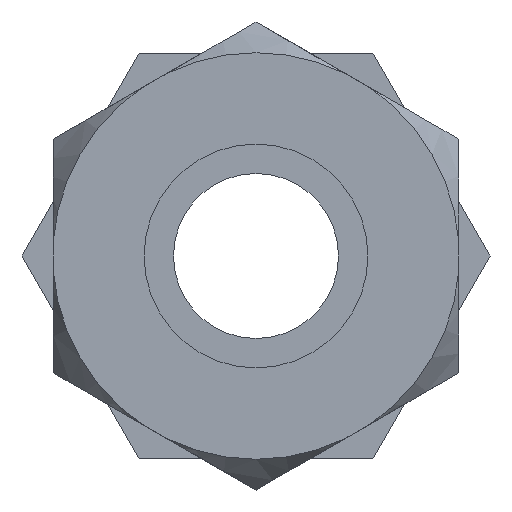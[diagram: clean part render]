
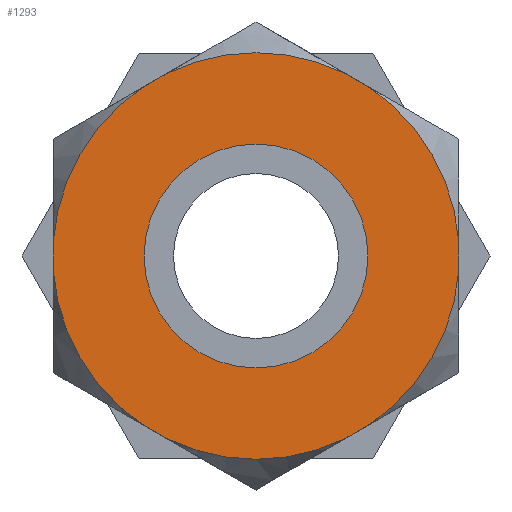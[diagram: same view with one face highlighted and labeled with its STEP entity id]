
A CAD part, front view. The second image highlights one B-rep face of the part: STEP entity #1293.
In plain terms, the highlighted planar face has unit normal (0, -1, 0).
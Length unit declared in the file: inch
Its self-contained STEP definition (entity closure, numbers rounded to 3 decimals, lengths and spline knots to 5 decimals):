
#115=CARTESIAN_POINT('',(0.,0.,0.));
#116=DIRECTION('',(0.,1.,0.));
#117=DIRECTION('',(-1.,0.,0.));
#118=AXIS2_PLACEMENT_3D('',#115,#116,#117);
#124=CARTESIAN_POINT('',(0.,0.,0.));
#125=DIRECTION('',(0.,1.,0.));
#126=DIRECTION('',(1.,0.,0.));
#127=AXIS2_PLACEMENT_3D('',#124,#125,#126);
#132=DIRECTION('',(-0.866,0.,0.5));
#133=VECTOR('',#132,0.0525);
#134=CARTESIAN_POINT('',(-0.14927,0.,-0.31104));
#135=LINE('',#134,#133);
#139=CARTESIAN_POINT('',(0.,0.,0.));
#140=DIRECTION('',(0.,1.,0.));
#141=DIRECTION('',(-0.564,0.,-0.825));
#142=AXIS2_PLACEMENT_3D('',#139,#140,#141);
#147=DIRECTION('',(0.,0.,1.));
#148=VECTOR('',#147,0.0525);
#149=CARTESIAN_POINT('',(-0.344,0.,-0.02625));
#150=LINE('',#149,#148);
#154=CARTESIAN_POINT('',(0.,0.,0.));
#155=DIRECTION('',(0.,1.,0.));
#156=DIRECTION('',(-0.997,0.,0.076));
#157=AXIS2_PLACEMENT_3D('',#154,#155,#156);
#162=DIRECTION('',(0.866,0.,0.5));
#163=VECTOR('',#162,0.0525);
#164=CARTESIAN_POINT('',(-0.19473,0.,0.28479));
#165=LINE('',#164,#163);
#169=DIRECTION('',(0.866,0.,-0.5));
#170=VECTOR('',#169,0.0525);
#171=CARTESIAN_POINT('',(0.14927,0.,0.31104));
#172=LINE('',#171,#170);
#176=CARTESIAN_POINT('',(0.,0.,0.));
#177=DIRECTION('',(0.,1.,0.));
#178=DIRECTION('',(0.564,0.,0.825));
#179=AXIS2_PLACEMENT_3D('',#176,#177,#178);
#184=DIRECTION('',(0.,0.,-1.));
#185=VECTOR('',#184,0.0525);
#186=CARTESIAN_POINT('',(0.344,0.,0.02625));
#187=LINE('',#186,#185);
#191=CARTESIAN_POINT('',(0.,0.,0.));
#192=DIRECTION('',(0.,1.,0.));
#193=DIRECTION('',(0.997,0.,-0.076));
#194=AXIS2_PLACEMENT_3D('',#191,#192,#193);
#199=DIRECTION('',(-0.866,0.,-0.5));
#200=VECTOR('',#199,0.0525);
#201=CARTESIAN_POINT('',(0.19473,0.,-0.28479));
#202=LINE('',#201,#200);
#798=CARTESIAN_POINT('',(0.14927,0.,-0.31104));
#872=CARTESIAN_POINT('',(-0.14927,0.,-0.31104));
#963=CARTESIAN_POINT('',(-0.14927,0.,0.31104));
#1037=CARTESIAN_POINT('',(0.14927,0.,0.31104));
#1104=CARTESIAN_POINT('',(0.,0.,0.));
#1105=DIRECTION('',(0.,-1.,0.));
#1106=DIRECTION('',(-0.433,0.,-0.902));
#1107=AXIS2_PLACEMENT_3D('',#1104,#1105,#1106);
#1112=CARTESIAN_POINT('',(0.,0.,0.));
#1113=DIRECTION('',(0.,-1.,0.));
#1114=DIRECTION('',(0.433,0.,0.902));
#1115=AXIS2_PLACEMENT_3D('',#1112,#1113,#1114);
#1196=CARTESIAN_POINT('',(-0.19,0.,0.));
#1197=CARTESIAN_POINT('',(0.19,0.,0.));
#1198=VERTEX_POINT('',#1196);
#1199=VERTEX_POINT('',#1197);
#1204=CARTESIAN_POINT('',(-0.19473,0.,-0.28479));
#1205=CARTESIAN_POINT('',(-0.344,0.,-0.02625));
#1206=VERTEX_POINT('',#1204);
#1207=VERTEX_POINT('',#1205);
#1208=CARTESIAN_POINT('',(-0.344,0.,0.02625));
#1209=CARTESIAN_POINT('',(-0.19473,0.,0.28479));
#1210=VERTEX_POINT('',#1208);
#1211=VERTEX_POINT('',#1209);
#1212=CARTESIAN_POINT('',(0.19473,0.,0.28479));
#1213=CARTESIAN_POINT('',(0.344,0.,0.02625));
#1214=VERTEX_POINT('',#1212);
#1215=VERTEX_POINT('',#1213);
#1216=CARTESIAN_POINT('',(0.344,0.,-0.02625));
#1217=CARTESIAN_POINT('',(0.19473,0.,-0.28479));
#1218=VERTEX_POINT('',#1216);
#1219=VERTEX_POINT('',#1217);
#1242=VERTEX_POINT('',#798);
#1246=VERTEX_POINT('',#872);
#1252=VERTEX_POINT('',#963);
#1255=VERTEX_POINT('',#1037);
#1256=CARTESIAN_POINT('',(0.,0.,0.));
#1257=DIRECTION('',(0.,1.,0.));
#1258=DIRECTION('',(0.,0.,-1.));
#1259=AXIS2_PLACEMENT_3D('',#1256,#1257,#1258);
#1260=PLANE('',#1259);
#1262=ORIENTED_EDGE('',*,*,#1261,.F.);
#1264=ORIENTED_EDGE('',*,*,#1263,.T.);
#1266=ORIENTED_EDGE('',*,*,#1265,.T.);
#1268=ORIENTED_EDGE('',*,*,#1267,.T.);
#1270=ORIENTED_EDGE('',*,*,#1269,.T.);
#1272=ORIENTED_EDGE('',*,*,#1271,.T.);
#1274=ORIENTED_EDGE('',*,*,#1273,.F.);
#1276=ORIENTED_EDGE('',*,*,#1275,.T.);
#1278=ORIENTED_EDGE('',*,*,#1277,.T.);
#1280=ORIENTED_EDGE('',*,*,#1279,.T.);
#1282=ORIENTED_EDGE('',*,*,#1281,.T.);
#1284=ORIENTED_EDGE('',*,*,#1283,.T.);
#1285=EDGE_LOOP('',(#1262,#1264,#1266,#1268,#1270,#1272,#1274,#1276,#1278,#1280,
#1282,#1284));
#1286=FACE_OUTER_BOUND('',#1285,.F.);
#1288=ORIENTED_EDGE('',*,*,#1287,.F.);
#1290=ORIENTED_EDGE('',*,*,#1289,.F.);
#1291=EDGE_LOOP('',(#1288,#1290));
#1292=FACE_BOUND('',#1291,.F.);
#1293=ADVANCED_FACE('',(#1286,#1292),#1260,.F.);
#119=CIRCLE('',#118,0.19);
#128=CIRCLE('',#127,0.19);
#143=CIRCLE('',#142,0.345);
#158=CIRCLE('',#157,0.345);
#180=CIRCLE('',#179,0.345);
#195=CIRCLE('',#194,0.345);
#1108=CIRCLE('',#1107,0.345);
#1116=CIRCLE('',#1115,0.345);
#1261=EDGE_CURVE('',#1246,#1242,#1108,.T.);
#1263=EDGE_CURVE('',#1246,#1206,#135,.T.);
#1265=EDGE_CURVE('',#1206,#1207,#143,.T.);
#1267=EDGE_CURVE('',#1207,#1210,#150,.T.);
#1269=EDGE_CURVE('',#1210,#1211,#158,.T.);
#1271=EDGE_CURVE('',#1211,#1252,#165,.T.);
#1273=EDGE_CURVE('',#1255,#1252,#1116,.T.);
#1275=EDGE_CURVE('',#1255,#1214,#172,.T.);
#1277=EDGE_CURVE('',#1214,#1215,#180,.T.);
#1279=EDGE_CURVE('',#1215,#1218,#187,.T.);
#1281=EDGE_CURVE('',#1218,#1219,#195,.T.);
#1283=EDGE_CURVE('',#1219,#1242,#202,.T.);
#1287=EDGE_CURVE('',#1198,#1199,#119,.T.);
#1289=EDGE_CURVE('',#1199,#1198,#128,.T.);
